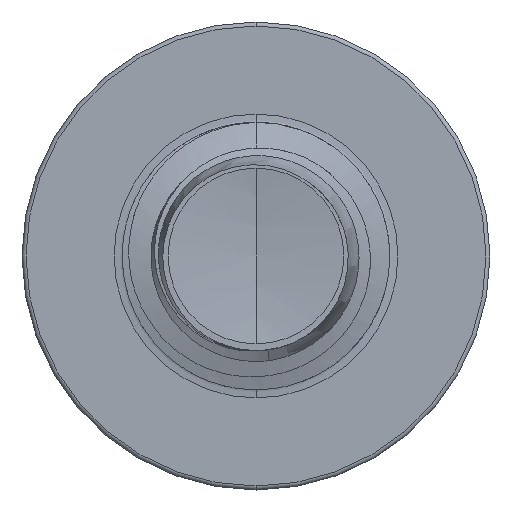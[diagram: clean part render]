
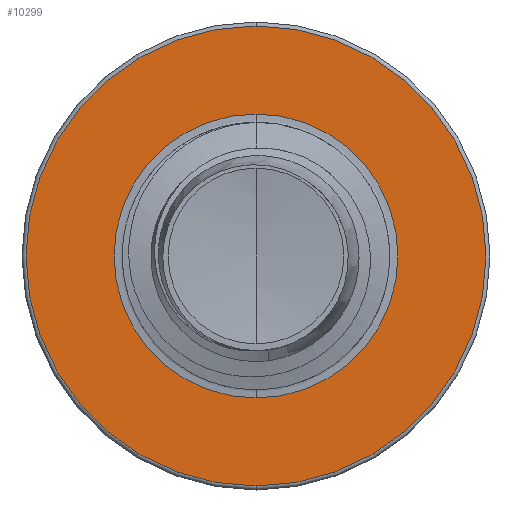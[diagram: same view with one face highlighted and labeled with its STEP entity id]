
A CAD part, front view. The second image highlights one B-rep face of the part: STEP entity #10299.
In plain terms, the highlighted planar face has unit normal (0, -1, 0).
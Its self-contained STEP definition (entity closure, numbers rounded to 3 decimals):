
#236 = VERTEX_POINT ( 'NONE', #2341 ) ;
#451 = DIRECTION ( 'NONE',  ( 0., 1., 0. ) ) ;
#988 = DIRECTION ( 'NONE',  ( 0., 1., 0. ) ) ;
#1081 = CARTESIAN_POINT ( 'NONE',  ( 0., 6., 5.16 ) ) ;
#1289 = CIRCLE ( 'NONE', #8317, 5.16 ) ;
#1914 = VERTEX_POINT ( 'NONE', #6771 ) ;
#2341 = CARTESIAN_POINT ( 'NONE',  ( 0., 6., -3.186 ) ) ;
#2422 = VERTEX_POINT ( 'NONE', #10473 ) ;
#2682 = EDGE_CURVE ( 'NONE', #2422, #6812, #13068, .T. ) ;
#3006 = DIRECTION ( 'NONE',  ( 0., 0., 1. ) ) ;
#3135 = CIRCLE ( 'NONE', #11372, 3.186 ) ;
#3439 = EDGE_CURVE ( 'NONE', #1914, #236, #5181, .T. ) ;
#3554 = DIRECTION ( 'NONE',  ( 0., 1., 0. ) ) ;
#3733 = ORIENTED_EDGE ( 'NONE', *, *, #7438, .F. ) ;
#4114 = CARTESIAN_POINT ( 'NONE',  ( 0., 6., -3.186 ) ) ;
#4291 = AXIS2_PLACEMENT_3D ( 'NONE', #4114, #9791, #3006 ) ;
#5181 = CIRCLE ( 'NONE', #13038, 3.186 ) ;
#5724 = DIRECTION ( 'NONE',  ( 0., 1., 0. ) ) ;
#6771 = CARTESIAN_POINT ( 'NONE',  ( 0., 6., 3.186 ) ) ;
#6812 = VERTEX_POINT ( 'NONE', #1081 ) ;
#7433 = CARTESIAN_POINT ( 'NONE',  ( 0., 6., 0. ) ) ;
#7438 = EDGE_CURVE ( 'NONE', #6812, #2422, #1289, .T. ) ;
#7559 = EDGE_LOOP ( 'NONE', ( #10421, #7869 ) ) ;
#7594 = PLANE ( 'NONE',  #4291 ) ;
#7869 = ORIENTED_EDGE ( 'NONE', *, *, #8832, .T. ) ;
#7939 = CARTESIAN_POINT ( 'NONE',  ( 0., 6., 0. ) ) ;
#8317 = AXIS2_PLACEMENT_3D ( 'NONE', #7939, #988, #9055 ) ;
#8561 = DIRECTION ( 'NONE',  ( 0., 0., 1. ) ) ;
#8832 = EDGE_CURVE ( 'NONE', #236, #1914, #3135, .T. ) ;
#9055 = DIRECTION ( 'NONE',  ( 0., 0., 1. ) ) ;
#9191 = FACE_OUTER_BOUND ( 'NONE', #11611, .T. ) ;
#9791 = DIRECTION ( 'NONE',  ( 0., 1., 0. ) ) ;
#10299 = ADVANCED_FACE ( 'NONE', ( #9191, #12032 ), #7594, .F. ) ;
#10301 = CARTESIAN_POINT ( 'NONE',  ( 0., 6., 0. ) ) ;
#10421 = ORIENTED_EDGE ( 'NONE', *, *, #3439, .T. ) ;
#10473 = CARTESIAN_POINT ( 'NONE',  ( 0., 6., -5.16 ) ) ;
#11372 = AXIS2_PLACEMENT_3D ( 'NONE', #12305, #5724, #13359 ) ;
#11374 = DIRECTION ( 'NONE',  ( 0., 0., 1. ) ) ;
#11611 = EDGE_LOOP ( 'NONE', ( #3733, #12923 ) ) ;
#12032 = FACE_BOUND ( 'NONE', #7559, .T. ) ;
#12305 = CARTESIAN_POINT ( 'NONE',  ( 0., 6., 0. ) ) ;
#12923 = ORIENTED_EDGE ( 'NONE', *, *, #2682, .F. ) ;
#13038 = AXIS2_PLACEMENT_3D ( 'NONE', #10301, #3554, #11374 ) ;
#13068 = CIRCLE ( 'NONE', #13502, 5.16 ) ;
#13359 = DIRECTION ( 'NONE',  ( 0., 0., 1. ) ) ;
#13502 = AXIS2_PLACEMENT_3D ( 'NONE', #7433, #451, #8561 ) ;
